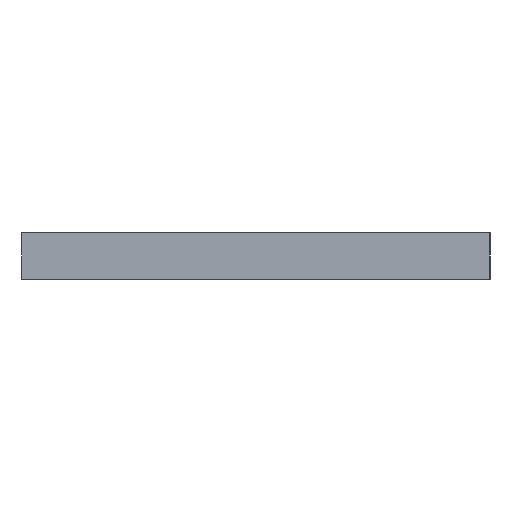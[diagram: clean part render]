
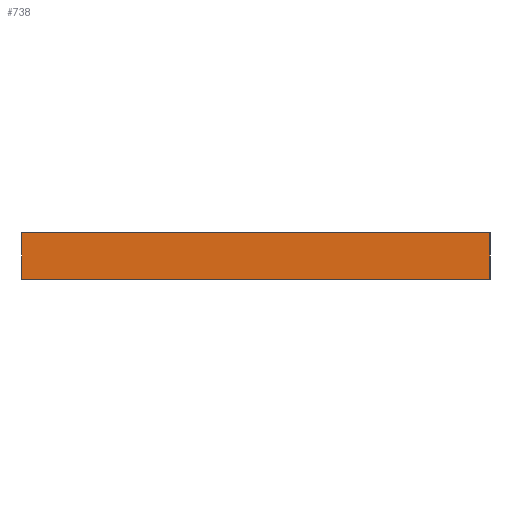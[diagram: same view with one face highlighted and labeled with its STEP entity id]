
A CAD part, left-side view. The second image highlights one B-rep face of the part: STEP entity #738.
In plain terms, the highlighted planar face has unit normal (-1, 0, 0).
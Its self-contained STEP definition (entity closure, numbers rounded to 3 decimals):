
#97 = VECTOR ( 'NONE', #2688, 1000. ) ;
#245 = VERTEX_POINT ( 'NONE', #2194 ) ;
#600 = LINE ( 'NONE', #5709, #6787 ) ;
#738 = ADVANCED_FACE ( 'NONE', ( #6436 ), #5621, .T. ) ;
#945 = DIRECTION ( 'NONE',  ( 0., 0., 1. ) ) ;
#1478 = DIRECTION ( 'NONE',  ( 0., -1., 0. ) ) ;
#1988 = VECTOR ( 'NONE', #945, 1000. ) ;
#2194 = CARTESIAN_POINT ( 'NONE',  ( -18.75, -15., -1. ) ) ;
#2246 = AXIS2_PLACEMENT_3D ( 'NONE', #6946, #8233, #7710 ) ;
#2402 = EDGE_CURVE ( 'NONE', #245, #7644, #600, .T. ) ;
#2556 = VECTOR ( 'NONE', #1478, 1000. ) ;
#2681 = ORIENTED_EDGE ( 'NONE', *, *, #3499, .F. ) ;
#2688 = DIRECTION ( 'NONE',  ( 0., -1., 0. ) ) ;
#2861 = ORIENTED_EDGE ( 'NONE', *, *, #7611, .T. ) ;
#3464 = CARTESIAN_POINT ( 'NONE',  ( -18.75, 15., 2. ) ) ;
#3499 = EDGE_CURVE ( 'NONE', #7227, #5129, #3509, .T. ) ;
#3509 = LINE ( 'NONE', #4073, #1988 ) ;
#4073 = CARTESIAN_POINT ( 'NONE',  ( -18.75, 15., -1. ) ) ;
#4596 = ORIENTED_EDGE ( 'NONE', *, *, #7394, .F. ) ;
#4637 = CARTESIAN_POINT ( 'NONE',  ( -18.75, 0., 2. ) ) ;
#4656 = CARTESIAN_POINT ( 'NONE',  ( -18.75, -15., 2. ) ) ;
#5129 = VERTEX_POINT ( 'NONE', #3464 ) ;
#5456 = CARTESIAN_POINT ( 'NONE',  ( -18.75, 15., -1. ) ) ;
#5621 = PLANE ( 'NONE',  #2246 ) ;
#5709 = CARTESIAN_POINT ( 'NONE',  ( -18.75, -15., -1. ) ) ;
#6436 = FACE_OUTER_BOUND ( 'NONE', #8373, .T. ) ;
#6787 = VECTOR ( 'NONE', #8321, 1000. ) ;
#6946 = CARTESIAN_POINT ( 'NONE',  ( -18.75, 0., -1. ) ) ;
#7227 = VERTEX_POINT ( 'NONE', #5456 ) ;
#7354 = LINE ( 'NONE', #7956, #2556 ) ;
#7376 = ORIENTED_EDGE ( 'NONE', *, *, #2402, .T. ) ;
#7394 = EDGE_CURVE ( 'NONE', #5129, #7644, #7892, .T. ) ;
#7611 = EDGE_CURVE ( 'NONE', #7227, #245, #7354, .T. ) ;
#7644 = VERTEX_POINT ( 'NONE', #4656 ) ;
#7710 = DIRECTION ( 'NONE',  ( 0., 0., 1. ) ) ;
#7892 = LINE ( 'NONE', #4637, #97 ) ;
#7956 = CARTESIAN_POINT ( 'NONE',  ( -18.75, 0., -1. ) ) ;
#8233 = DIRECTION ( 'NONE',  ( -1., 0., 0. ) ) ;
#8321 = DIRECTION ( 'NONE',  ( 0., 0., 1. ) ) ;
#8373 = EDGE_LOOP ( 'NONE', ( #7376, #4596, #2681, #2861 ) ) ;
